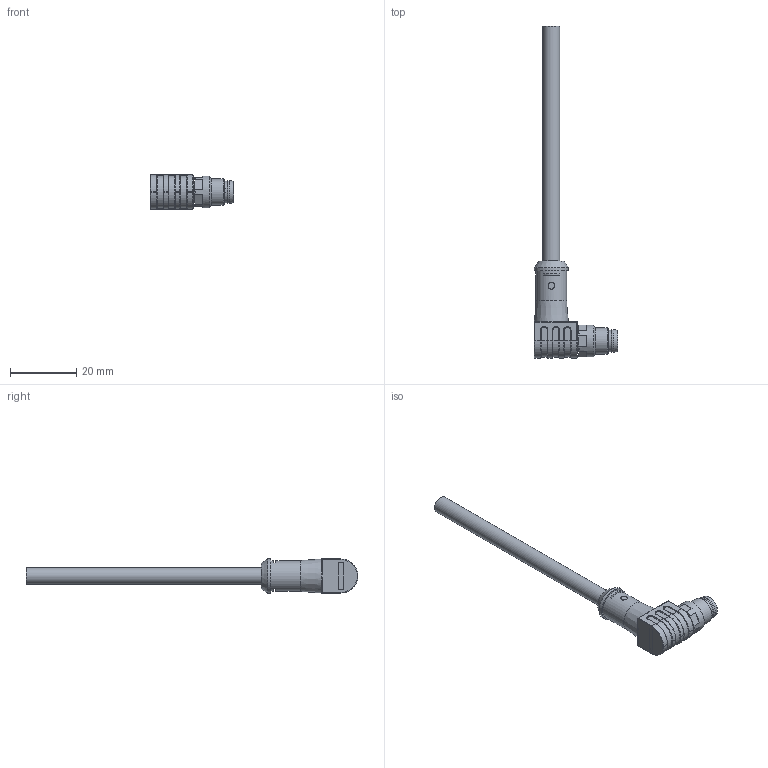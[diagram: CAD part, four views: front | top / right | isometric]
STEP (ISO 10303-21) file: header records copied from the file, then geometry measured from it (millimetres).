
FILE_DESCRIPTION(/* description */ (''),/* implementation_level */ '2;1');
FILE_NAME(/* name */ 'IE-SWSPSD4-m_S3400_stp.stp',/* time_stamp */ '2019-01-14T13:24:29+01:00',/* author */ (''),/* organization */ (''),/* preprocessor_version */ 'ST-DEVELOPER v16',/* originating_system */ 'SIEMENS PLM Software NX 10.0',/* authorisation */ '');
FILE_SCHEMA (('AUTOMOTIVE_DESIGN { 1 0 10303 214 3 1 1 1 }'));
Length unit declared in the file: millimetre
Products named in the file (1): IE-SWSPSD4-m_S3400_stp
Bounding box: 25.2 x 100.3 x 10.3 mm (x, y, z)
Volume: 4560.5 mm3; surface area: 2969.9 mm2
Topology: 1 solids, 1 shells, 231 faces, 553 edges, 324 vertices
Faces by surface type: cylinder 93, plane 61, torus 50, cone 13, sphere 8, bspline 6
Full cylindrical faces by diameter (mm): 0.8 x4, 2 x1, 5.1 x1, 5.8 x1, 6.5 x2, 6.9 x1, 8 x1, 9.3 x1, 9.6 x1, 10.3 x1
Entity records: 6774 total; most frequent: CARTESIAN_POINT 1598, DIRECTION 1177, ORIENTED_EDGE 994, EDGE_CURVE 497, AXIS2_PLACEMENT_3D 491, VERTEX_POINT 305, EDGE_LOOP 268, CIRCLE 261
